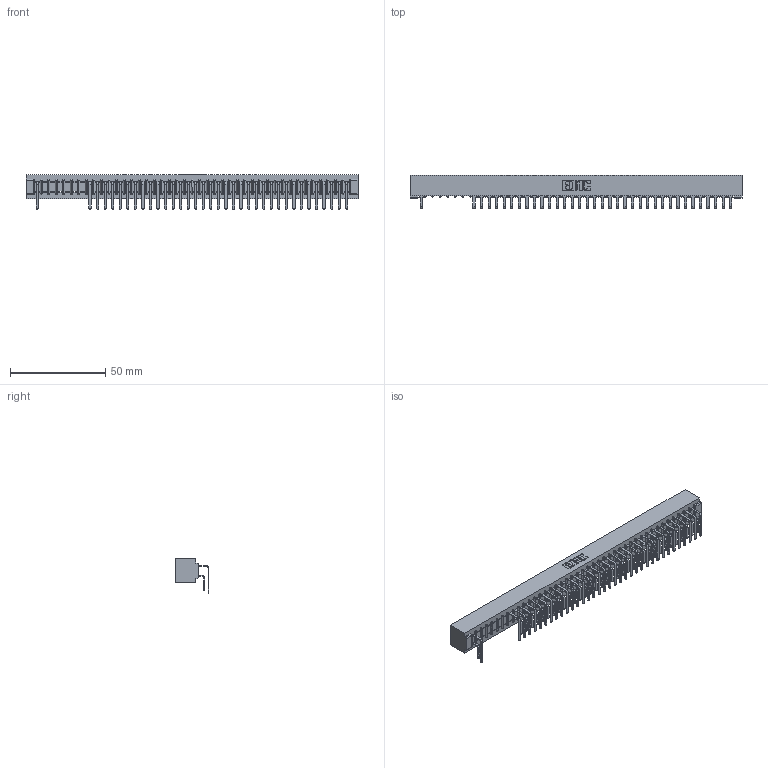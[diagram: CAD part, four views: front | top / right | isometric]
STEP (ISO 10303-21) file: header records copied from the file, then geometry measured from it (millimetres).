
FILE_DESCRIPTION (( 'STEP AP203' ), '1' );
FILE_NAME ('307-042-559-101.STEP', '2018-08-05T17:15:30', ( '' ), ( '' ), 'SwSTEP 2.0', 'SolidWorks 2016', '' );
FILE_SCHEMA (( 'CONFIG_CONTROL_DESIGN' ));
Length unit declared in the file: inch
Products named in the file (4): 307-290-001_559 - 2 (Single); 307-042-559-101; 307 Part_No Mounting Lugs; 307-290-001_558 559 - 1 (Single)
Assembly tree (72 placements, depth 2):
  307-042-559-101
    307 Part_No Mounting Lugs
    307-290-001_558 559 - 1 (Single)  x35
    307-290-001_559 - 2 (Single)  x36
Bounding box: 174.29 x 17.69 x 18.07 mm (x, y, z)
Volume: 19229.9 mm3; surface area: 24583 mm2
Topology: 72 solids, 72 shells, 3833 faces, 10797 edges, 6986 vertices
Faces by surface type: plane 2487, cylinder 1260, sphere 86
Entity records: 38103 total; most frequent: CARTESIAN_POINT 6287, ORIENTED_EDGE 6242, DIRECTION 6143, EDGE_CURVE 3121, VECTOR 2395, LINE 2395, VERTEX_POINT 2018, AXIS2_PLACEMENT_3D 1874
